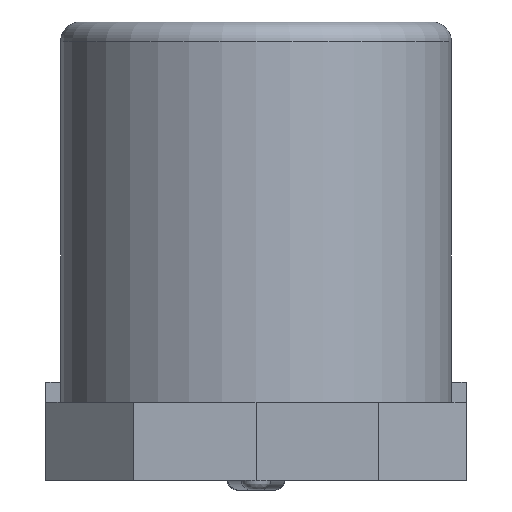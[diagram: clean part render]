
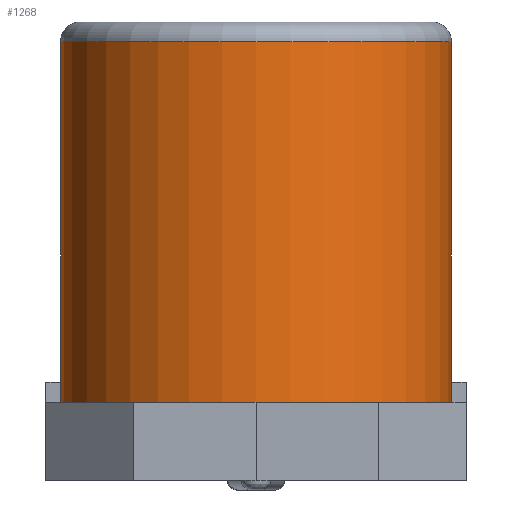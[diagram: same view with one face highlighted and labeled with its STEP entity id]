
A CAD part, front view. The second image highlights one B-rep face of the part: STEP entity #1268.
In plain terms, the highlighted cylindrical face has radius 2.465 mm (diameter 4.93 mm), a full revolution.
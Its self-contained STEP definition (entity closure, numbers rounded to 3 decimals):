
#98=LINE('',#1856,#238);
#238=VECTOR('',#1492,2.465);
#378=CYLINDRICAL_SURFACE('',#1368,2.465);
#394=FACE_OUTER_BOUND('',#468,.T.);
#468=EDGE_LOOP('',(#894,#895,#896,#897,#898,#899));
#542=CIRCLE('',#1363,2.465);
#546=CIRCLE('',#1367,2.465);
#547=CIRCLE('',#1369,2.465);
#548=CIRCLE('',#1370,2.465);
#577=VERTEX_POINT('',#1845);
#578=VERTEX_POINT('',#1846);
#581=VERTEX_POINT('',#1855);
#582=VERTEX_POINT('',#1857);
#701=EDGE_CURVE('',#577,#578,#542,.T.);
#705=EDGE_CURVE('',#578,#577,#546,.T.);
#706=EDGE_CURVE('',#578,#581,#98,.T.);
#707=EDGE_CURVE('',#581,#582,#547,.T.);
#708=EDGE_CURVE('',#582,#581,#548,.T.);
#894=ORIENTED_EDGE('',*,*,#701,.F.);
#895=ORIENTED_EDGE('',*,*,#705,.F.);
#896=ORIENTED_EDGE('',*,*,#706,.T.);
#897=ORIENTED_EDGE('',*,*,#707,.T.);
#898=ORIENTED_EDGE('',*,*,#708,.T.);
#899=ORIENTED_EDGE('',*,*,#706,.F.);
#1268=ADVANCED_FACE('',(#394),#378,.T.);
#1363=AXIS2_PLACEMENT_3D('',#1847,#1480,#1481);
#1367=AXIS2_PLACEMENT_3D('',#1853,#1488,#1489);
#1368=AXIS2_PLACEMENT_3D('',#1854,#1490,#1491);
#1369=AXIS2_PLACEMENT_3D('',#1858,#1493,#1494);
#1370=AXIS2_PLACEMENT_3D('',#1859,#1495,#1496);
#1480=DIRECTION('center_axis',(0.,0.,1.));
#1481=DIRECTION('ref_axis',(1.,0.,0.));
#1488=DIRECTION('center_axis',(0.,0.,1.));
#1489=DIRECTION('ref_axis',(1.,0.,0.));
#1490=DIRECTION('center_axis',(0.,0.,1.));
#1491=DIRECTION('ref_axis',(-1.,0.,0.));
#1492=DIRECTION('',(0.,0.,-1.));
#1493=DIRECTION('center_axis',(0.,0.,
1.));
#1494=DIRECTION('ref_axis',(-0.814,0.581,0.));
#1495=DIRECTION('center_axis',(0.,0.,
1.));
#1496=DIRECTION('ref_axis',(-0.814,0.581,0.));
#1845=CARTESIAN_POINT('',(-2.369,-4.552,5.555));
#1846=CARTESIAN_POINT('',(2.56,-4.552,5.555));
#1847=CARTESIAN_POINT('Origin',(0.095,-4.552,5.555));
#1853=CARTESIAN_POINT('Origin',(0.095,-4.552,5.555));
#1854=CARTESIAN_POINT('Origin',(0.095,-4.552,2.851));
#1855=CARTESIAN_POINT('',(2.56,-4.552,0.146));
#1856=CARTESIAN_POINT('',(2.56,-4.552,2.851));
#1857=CARTESIAN_POINT('',(-2.369,-4.552,0.146));
#1858=CARTESIAN_POINT('Origin',(0.095,-4.552,0.146));
#1859=CARTESIAN_POINT('Origin',(0.095,-4.552,0.146));
